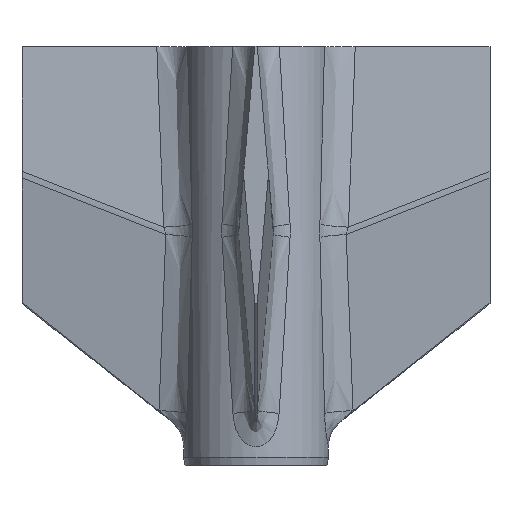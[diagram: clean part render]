
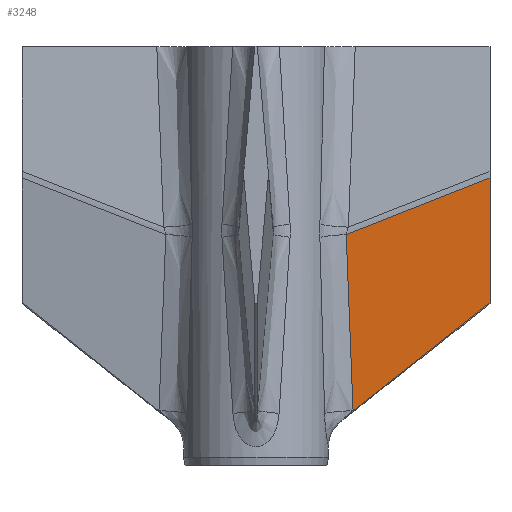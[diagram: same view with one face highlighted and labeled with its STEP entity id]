
A CAD part, top view. The second image highlights one B-rep face of the part: STEP entity #3248.
In plain terms, the highlighted planar face has unit normal (0.069, -0.087, 0.994).
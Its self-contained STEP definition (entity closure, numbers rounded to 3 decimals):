
#653=CARTESIAN_POINT('Vertex',(38.131,-143.519,0.498)) ;
#737=CARTESIAN_POINT('Control Point',(38.131,-143.519,0.498)) ;
#738=CARTESIAN_POINT('Control Point',(37.714,-129.68,1.738)) ;
#739=CARTESIAN_POINT('Control Point',(37.241,-115.844,2.981)) ;
#740=CARTESIAN_POINT('Control Point',(36.708,-102.008,4.228)) ;
#741=CARTESIAN_POINT('Control Point',(36.11,-88.166,5.48)) ;
#742=CARTESIAN_POINT('Control Point',(35.44,-74.323,6.737)) ;
#743=CARTESIAN_POINT('Vertex',(35.44,-74.323,6.737)) ;
#3206=CARTESIAN_POINT('Vertex',(91.948,-101.144,0.498)) ;
#3210=CARTESIAN_POINT('Control Point',(91.948,-101.144,0.498)) ;
#3211=CARTESIAN_POINT('Control Point',(81.185,-109.619,0.498)) ;
#3212=CARTESIAN_POINT('Control Point',(70.421,-118.094,0.498)) ;
#3213=CARTESIAN_POINT('Control Point',(59.658,-126.569,0.498)) ;
#3214=CARTESIAN_POINT('Control Point',(48.894,-135.044,0.498)) ;
#3215=CARTESIAN_POINT('Control Point',(38.131,-143.519,0.498)) ;
#3225=CARTESIAN_POINT('Axis2P3D Location',(59.69,-95.022,3.256)) ;
#3230=CARTESIAN_POINT('Line Origine',(91.948,-76.609,2.645)) ;
#3234=CARTESIAN_POINT('Vertex',(91.948,-52.075,4.791)) ;
#3237=CARTESIAN_POINT('Line Origine',(63.694,-63.199,5.764)) ;
#3232=VECTOR('Line Direction',#3231,1.) ;
#3239=VECTOR('Line Direction',#3238,1.) ;
#3226=DIRECTION('Axis2P3D Direction',(0.068,-0.087,0.994)) ;
#3227=DIRECTION('Axis2P3D XDirection',(-0.93,-0.366,0.032)) ;
#3231=DIRECTION('Vector Direction',(0.,0.996,0.087)) ;
#3238=DIRECTION('Vector Direction',(-0.93,-0.366,0.032)) ;
#3228=AXIS2_PLACEMENT_3D('Plane Axis2P3D',#3225,#3226,#3227) ;
#3233=LINE('Line',#3230,#3232) ;
#3240=LINE('Line',#3237,#3239) ;
#3229=PLANE('',#3228) ;
#745=EDGE_CURVE('',#744,#654,#736,.F.) ;
#3216=EDGE_CURVE('',#3207,#654,#3209,.T.) ;
#3236=EDGE_CURVE('',#3235,#3207,#3233,.F.) ;
#3241=EDGE_CURVE('',#3235,#744,#3240,.T.) ;
#3243=ORIENTED_EDGE('',*,*,#3216,.F.) ;
#3244=ORIENTED_EDGE('',*,*,#3236,.F.) ;
#3245=ORIENTED_EDGE('',*,*,#3241,.T.) ;
#3246=ORIENTED_EDGE('',*,*,#745,.T.) ;
#3242=EDGE_LOOP('',(#3243,#3244,#3245,#3246)) ;
#654=VERTEX_POINT('',#653) ;
#744=VERTEX_POINT('',#743) ;
#3207=VERTEX_POINT('',#3206) ;
#3235=VERTEX_POINT('',#3234) ;
#3248=ADVANCED_FACE('38mm sustainer can',(#3247),#3229,.T.) ;
#736=B_SPLINE_CURVE_WITH_KNOTS('',5,(#737,#738,#739,#740,#741,#742),.UNSPECIFIED.,.F.,.U.,(6,6),(79.532,177.808),.UNSPECIFIED.) ;
#3209=B_SPLINE_CURVE_WITH_KNOTS('',5,(#3210,#3211,#3212,#3213,#3214,#3215),.UNSPECIFIED.,.F.,.U.,(6,6),(0.,60.869),.UNSPECIFIED.) ;
#3247=FACE_OUTER_BOUND('',#3242,.T.) ;
